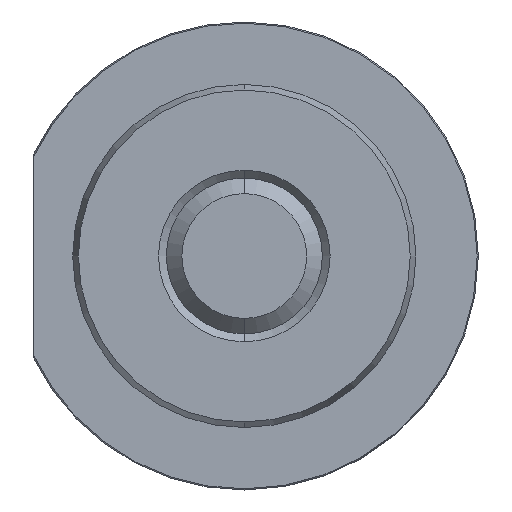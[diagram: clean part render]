
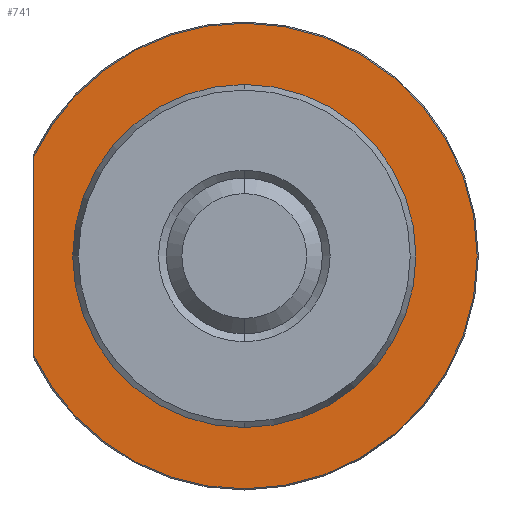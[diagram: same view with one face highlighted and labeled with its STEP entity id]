
A CAD part, left-side view. The second image highlights one B-rep face of the part: STEP entity #741.
In plain terms, the highlighted planar face has unit normal (-1, 0, 0).
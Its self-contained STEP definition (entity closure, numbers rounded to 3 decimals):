
#23 = CIRCLE ( 'NONE', #280, 14.927 ) ;
#77 = AXIS2_PLACEMENT_3D ( 'NONE', #1848, #1845, #1844 ) ;
#119 = CIRCLE ( 'NONE', #253, 14.927 ) ;
#137 = CIRCLE ( 'NONE', #250, 14.927 ) ;
#202 = CIRCLE ( 'NONE', #276, 11. ) ;
#204 = LINE ( 'NONE', #676, #205 ) ;
#205 = VECTOR ( 'NONE', #416, 1000. ) ;
#207 = CIRCLE ( 'NONE', #269, 11. ) ;
#250 = AXIS2_PLACEMENT_3D ( 'NONE', #1254, #1248, #1247 ) ;
#253 = AXIS2_PLACEMENT_3D ( 'NONE', #1244, #1241, #1240 ) ;
#269 = AXIS2_PLACEMENT_3D ( 'NONE', #381, #427, #435 ) ;
#276 = AXIS2_PLACEMENT_3D ( 'NONE', #406, #410, #650 ) ;
#280 = AXIS2_PLACEMENT_3D ( 'NONE', #461, #438, #441 ) ;
#381 = CARTESIAN_POINT ( 'NONE',  ( 22., 0., 0. ) ) ;
#406 = CARTESIAN_POINT ( 'NONE',  ( 22., 0., 0. ) ) ;
#410 = DIRECTION ( 'NONE',  ( -1., 0., 0. ) ) ;
#416 = DIRECTION ( 'NONE',  ( 0., 0., -1. ) ) ;
#427 = DIRECTION ( 'NONE',  ( -1., 0., 0. ) ) ;
#435 = DIRECTION ( 'NONE',  ( 0., 0., 1. ) ) ;
#438 = DIRECTION ( 'NONE',  ( -1., 0., 0. ) ) ;
#441 = DIRECTION ( 'NONE',  ( 0., 0., -1. ) ) ;
#461 = CARTESIAN_POINT ( 'NONE',  ( 22., 0., 0. ) ) ;
#650 = DIRECTION ( 'NONE',  ( 0., 0., 1. ) ) ;
#676 = CARTESIAN_POINT ( 'NONE',  ( 22., 13.5, 0. ) ) ;
#741 = ADVANCED_FACE ( 'NONE', ( #2696, #2707 ), #1846, .F. ) ;
#1220 = VERTEX_POINT ( 'NONE', #1554 ) ;
#1233 = VERTEX_POINT ( 'NONE', #1556 ) ;
#1240 = DIRECTION ( 'NONE',  ( 0., 0., -1. ) ) ;
#1241 = DIRECTION ( 'NONE',  ( -1., 0., 0. ) ) ;
#1244 = CARTESIAN_POINT ( 'NONE',  ( 22., 0., 0. ) ) ;
#1247 = DIRECTION ( 'NONE',  ( 0., 0., -1. ) ) ;
#1248 = DIRECTION ( 'NONE',  ( -1., 0., 0. ) ) ;
#1254 = CARTESIAN_POINT ( 'NONE',  ( 22., 0., 0. ) ) ;
#1314 = VERTEX_POINT ( 'NONE', #1520 ) ;
#1411 = VERTEX_POINT ( 'NONE', #1492 ) ;
#1461 = CARTESIAN_POINT ( 'NONE',  ( 22., 0., 14.927 ) ) ;
#1479 = CARTESIAN_POINT ( 'NONE',  ( 22., 0., 11. ) ) ;
#1492 = CARTESIAN_POINT ( 'NONE',  ( 22., 0., -11. ) ) ;
#1495 = VERTEX_POINT ( 'NONE', #1479 ) ;
#1520 = CARTESIAN_POINT ( 'NONE',  ( 22., 13.5, 6.37 ) ) ;
#1554 = CARTESIAN_POINT ( 'NONE',  ( 22., 0., -14.927 ) ) ;
#1556 = CARTESIAN_POINT ( 'NONE',  ( 22., 13.5, -6.37 ) ) ;
#1646 = VERTEX_POINT ( 'NONE', #1461 ) ;
#1844 = DIRECTION ( 'NONE',  ( 0., 0., -1. ) ) ;
#1845 = DIRECTION ( 'NONE',  ( 1., 0., 0. ) ) ;
#1846 = PLANE ( 'NONE',  #77 ) ;
#1848 = CARTESIAN_POINT ( 'NONE',  ( 22., 11., 0. ) ) ;
#2073 = EDGE_CURVE ( 'NONE', #1220, #1646, #137, .T. ) ;
#2075 = EDGE_CURVE ( 'NONE', #1646, #1314, #119, .T. ) ;
#2106 = EDGE_CURVE ( 'NONE', #1495, #1411, #207, .T. ) ;
#2113 = EDGE_CURVE ( 'NONE', #1314, #1233, #204, .T. ) ;
#2119 = EDGE_CURVE ( 'NONE', #1411, #1495, #202, .T. ) ;
#2123 = EDGE_CURVE ( 'NONE', #1233, #1220, #23, .T. ) ;
#2411 = ORIENTED_EDGE ( 'NONE', *, *, #2119, .F. ) ;
#2412 = ORIENTED_EDGE ( 'NONE', *, *, #2106, .F. ) ;
#2413 = ORIENTED_EDGE ( 'NONE', *, *, #2113, .T. ) ;
#2414 = ORIENTED_EDGE ( 'NONE', *, *, #2075, .T. ) ;
#2415 = ORIENTED_EDGE ( 'NONE', *, *, #2073, .T. ) ;
#2416 = ORIENTED_EDGE ( 'NONE', *, *, #2123, .T. ) ;
#2603 = EDGE_LOOP ( 'NONE', ( #2416, #2415, #2414, #2413 ) ) ;
#2606 = EDGE_LOOP ( 'NONE', ( #2412, #2411 ) ) ;
#2696 = FACE_OUTER_BOUND ( 'NONE', #2603, .T. ) ;
#2707 = FACE_BOUND ( 'NONE', #2606, .T. ) ;
